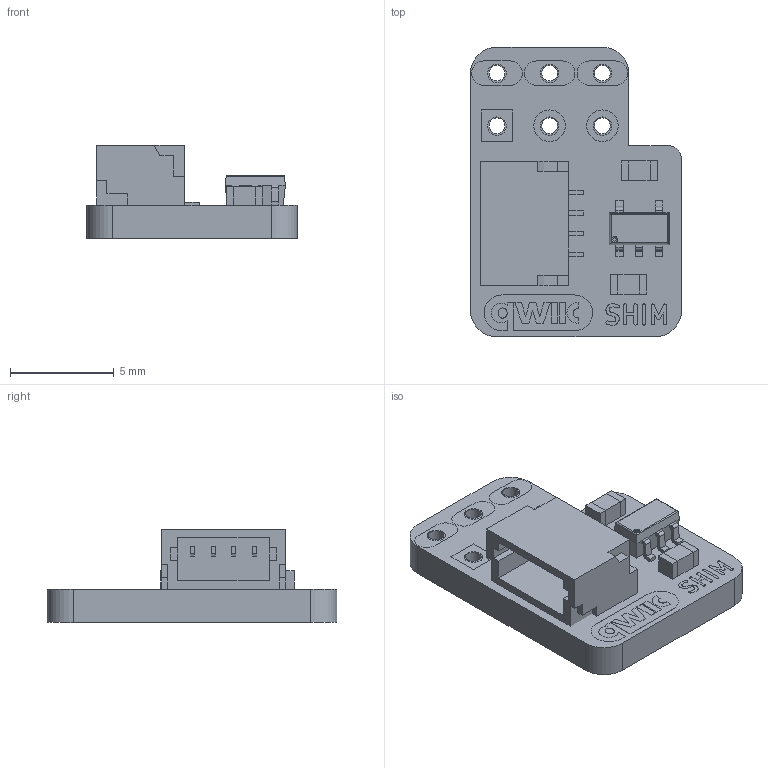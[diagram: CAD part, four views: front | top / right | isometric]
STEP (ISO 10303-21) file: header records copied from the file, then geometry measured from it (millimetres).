
FILE_DESCRIPTION(('FreeCAD Model'),'2;1');
FILE_NAME('Open CASCADE Shape Model','2023-06-10T02:20:04',(''),(''), 'Open CASCADE STEP processor 7.6','FreeCAD','Unknown');
FILE_SCHEMA(('AUTOMOTIVE_DESIGN { 1 0 10303 214 1 1 1 1 }'));
Length unit declared in the file: millimetre
Products named in the file (20): qwiic shim; Pin Solder Pads; Logo; PCB; Board; Open CASCADE STEP translator 7.5 1.1.1; U2; SOT23-5_D; J1; SPARKFUN_QWIIC_RIGHT_ANGLE; C3; 2118609579504; Extruded; 2118609579504001; 2118609583504; Extruded013; C1; 2118609583504001; 2118609579504002; 2118609579504003
Assembly tree (23 placements, depth 5):
  qwiic shim
    Pin Solder Pads
    Logo
    PCB
      Board
        Open CASCADE STEP translator 7.5 1.1.1
      U2
        SOT23-5_D
      J1
        SPARKFUN_QWIIC_RIGHT_ANGLE
      C3
        2118609579504
          Extruded
        2118609579504001
          Extruded
        2118609583504
          Extruded013
      C1
        2118609583504001
          Extruded013
        2118609579504002
          Extruded
        2118609579504003
          Extruded
Bounding box: 10.16 x 13.97 x 4.52 mm (x, y, z)
Volume: 270.7 mm3; surface area: 678.3 mm2
Topology: 21 solids, 21 shells, 330 faces, 825 edges, 543 vertices
Faces by surface type: plane 271, cylinder 55, extrusion 2, torus 1, cone 1
Full cylindrical faces by diameter (mm): 0.762 x6, 0.888 x6, 1.524 x2
Entity records: 20685 total; most frequent: CARTESIAN_POINT 3747, DIRECTION 3062, VECTOR 2102, LINE 2100, ORIENTED_EDGE 1554, PCURVE 1554, DEFINITIONAL_REPRESENTATION 1554, EDGE_CURVE 777
